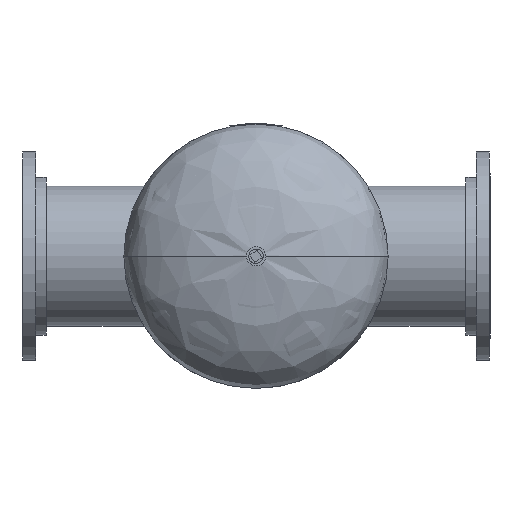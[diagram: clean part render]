
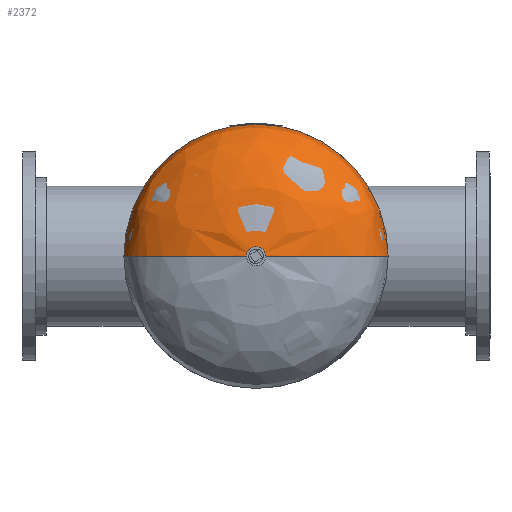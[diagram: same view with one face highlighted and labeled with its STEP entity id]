
A CAD part, front view. The second image highlights one B-rep face of the part: STEP entity #2372.
In plain terms, the highlighted free-form (B-spline) face has degree [3, 3] with [4, 4] control points.
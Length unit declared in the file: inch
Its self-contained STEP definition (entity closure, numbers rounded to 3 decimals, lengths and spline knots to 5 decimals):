
#34 = CARTESIAN_POINT ( 'NONE',  ( 7.42262, 6.4111, 0. ) ) ;
#38 = CARTESIAN_POINT ( 'NONE',  ( 0., 6.62262, 0. ) ) ;
#284 = CIRCLE ( 'NONE', #9575, 0.75 ) ;
#482 = CIRCLE ( 'NONE', #4737, 12. ) ;
#558 = CARTESIAN_POINT ( 'NONE',  ( -12., 0.56, 0. ) ) ;
#748 = CARTESIAN_POINT ( 'NONE',  ( -0.75, 6.62262, 0. ) ) ;
#803 = CARTESIAN_POINT ( 'NONE',  ( 12., 0.56, 24. ) ) ;
#1452 = CARTESIAN_POINT ( 'NONE',  ( 0.75, 6.62262, 0. ) ) ;
#2048 = VERTEX_POINT ( 'NONE', #3884 ) ;
#2362 = CARTESIAN_POINT ( 'NONE',  ( 7.42262, 6.4111, 0. ) ) ;
#2372 = ADVANCED_FACE ( 'NONE', ( #4052 ), #10813, .F. ) ;
#2853 = VERTEX_POINT ( 'NONE', #558 ) ;
#2906 = EDGE_CURVE ( 'NONE', #8783, #2048, #10385, .T. ) ;
#3152 = CARTESIAN_POINT ( 'NONE',  ( -0.75, 6.62262, 0. ) ) ;
#3316 = CARTESIAN_POINT ( 'NONE',  ( 0., 6.62262, 0. ) ) ;
#3415 = CARTESIAN_POINT ( 'NONE',  ( 12., 0.56, 0. ) ) ;
#3537 = CARTESIAN_POINT ( 'NONE',  ( 7.42262, 6.4111, 14.84524 ) ) ;
#3884 = CARTESIAN_POINT ( 'NONE',  ( 12., 0.56, 0. ) ) ;
#4052 = FACE_OUTER_BOUND ( 'NONE', #9927, .T. ) ;
#4115 =( BOUNDED_CURVE ( )  B_SPLINE_CURVE ( 3, ( #3152, #10307, #10252, #5810 ),
 .UNSPECIFIED., .F., .T. ) 
 B_SPLINE_CURVE_WITH_KNOTS ( ( 4, 4 ),
 ( 1.63334, 3.14159 ),
 .UNSPECIFIED. ) 
 CURVE ( )  GEOMETRIC_REPRESENTATION_ITEM ( )  RATIONAL_B_SPLINE_CURVE ( ( 1., 0.819, 0.819, 1. ) ) 
 REPRESENTATION_ITEM ( '' )  );
#4446 = CARTESIAN_POINT ( 'NONE',  ( 12., 3.94435, 0. ) ) ;
#4504 = CARTESIAN_POINT ( 'NONE',  ( 0., 6.62262, 0.75 ) ) ;
#4737 = AXIS2_PLACEMENT_3D ( 'NONE', #6578, #10519, #7630 ) ;
#4894 = EDGE_CURVE ( 'NONE', #11383, #6348, #284, .T. ) ;
#4973 = CARTESIAN_POINT ( 'NONE',  ( 0.75, 6.62262, 1.5 ) ) ;
#5200 = CARTESIAN_POINT ( 'NONE',  ( -7.42262, 6.4111, 14.84524 ) ) ;
#5260 = DIRECTION ( 'NONE',  ( 0., -1., 0. ) ) ;
#5308 = CARTESIAN_POINT ( 'NONE',  ( -12., 3.94435, 24. ) ) ;
#5671 = EDGE_CURVE ( 'NONE', #2048, #2853, #482, .T. ) ;
#5775 = ORIENTED_EDGE ( 'NONE', *, *, #4894, .T. ) ;
#5810 = CARTESIAN_POINT ( 'NONE',  ( -12., 0.56, 0. ) ) ;
#6027 = DIRECTION ( 'NONE',  ( 0., -1., 0. ) ) ;
#6085 = DIRECTION ( 'NONE',  ( 1., 0., 0. ) ) ;
#6131 = CARTESIAN_POINT ( 'NONE',  ( -7.42262, 6.4111, 0. ) ) ;
#6237 = CARTESIAN_POINT ( 'NONE',  ( -0.75, 6.62262, 1.5 ) ) ;
#6348 = VERTEX_POINT ( 'NONE', #6521 ) ;
#6521 = CARTESIAN_POINT ( 'NONE',  ( -0.75, 6.62262, 0. ) ) ;
#6578 = CARTESIAN_POINT ( 'NONE',  ( 0., 0.56, 0. ) ) ;
#7054 = CARTESIAN_POINT ( 'NONE',  ( -12., 0.56, 24. ) ) ;
#7104 = CARTESIAN_POINT ( 'NONE',  ( -12., 3.94435, 0. ) ) ;
#7549 = CIRCLE ( 'NONE', #11295, 0.75 ) ;
#7566 = CARTESIAN_POINT ( 'NONE',  ( 12., 3.94435, 0. ) ) ;
#7622 = ORIENTED_EDGE ( 'NONE', *, *, #2906, .F. ) ;
#7630 = DIRECTION ( 'NONE',  ( 1., 0., 0. ) ) ;
#7740 = EDGE_CURVE ( 'NONE', #8783, #11383, #7549, .T. ) ;
#7986 = ORIENTED_EDGE ( 'NONE', *, *, #9322, .T. ) ;
#8028 = ORIENTED_EDGE ( 'NONE', *, *, #5671, .F. ) ;
#8386 = CARTESIAN_POINT ( 'NONE',  ( 0.75, 6.62262, 0. ) ) ;
#8548 = CARTESIAN_POINT ( 'NONE',  ( 0.75, 6.62262, 0. ) ) ;
#8783 = VERTEX_POINT ( 'NONE', #8548 ) ;
#9322 = EDGE_CURVE ( 'NONE', #6348, #2853, #4115, .T. ) ;
#9575 = AXIS2_PLACEMENT_3D ( 'NONE', #3316, #6027, #6085 ) ;
#9833 = ORIENTED_EDGE ( 'NONE', *, *, #7740, .T. ) ;
#9927 = EDGE_LOOP ( 'NONE', ( #5775, #7986, #8028, #7622, #9833 ) ) ;
#10252 = CARTESIAN_POINT ( 'NONE',  ( -12., 3.94435, 0. ) ) ;
#10307 = CARTESIAN_POINT ( 'NONE',  ( -7.42262, 6.4111, 0. ) ) ;
#10385 =( BOUNDED_CURVE ( )  B_SPLINE_CURVE ( 3, ( #8386, #2362, #7566, #11150 ),
 .UNSPECIFIED., .F., .T. ) 
 B_SPLINE_CURVE_WITH_KNOTS ( ( 4, 4 ),
 ( 1.63334, 3.14159 ),
 .UNSPECIFIED. ) 
 CURVE ( )  GEOMETRIC_REPRESENTATION_ITEM ( )  RATIONAL_B_SPLINE_CURVE ( ( 1., 0.819, 0.819, 1. ) ) 
 REPRESENTATION_ITEM ( '' )  );
#10469 = CARTESIAN_POINT ( 'NONE',  ( 12., 3.94435, 24. ) ) ;
#10519 = DIRECTION ( 'NONE',  ( 0., -1., 0. ) ) ;
#10636 = CARTESIAN_POINT ( 'NONE',  ( -12., 0.56, 0. ) ) ;
#10640 = DIRECTION ( 'NONE',  ( 1., 0., 0. ) ) ;
#10813 =( BOUNDED_SURFACE ( )  B_SPLINE_SURFACE ( 3, 3, ( 
 ( #1452, #4973, #6237, #748 ),
 ( #34, #3537, #5200, #6131 ),
 ( #4446, #10469, #5308, #7104 ),
 ( #3415, #803, #7054, #10636 ) ),
 .UNSPECIFIED., .F., .F., .T. ) 
 B_SPLINE_SURFACE_WITH_KNOTS ( ( 4, 4 ),
 ( 4, 4 ),
 ( 0., 1. ),
 ( 0., 1. ),
 .UNSPECIFIED. ) 
 GEOMETRIC_REPRESENTATION_ITEM ( )  RATIONAL_B_SPLINE_SURFACE ( (
 ( 1., 0.333, 0.333, 1.),
 ( 0.819, 0.273, 0.273, 0.819),
 ( 0.819, 0.273, 0.273, 0.819),
 ( 1., 0.333, 0.333, 1.) ) ) 
 REPRESENTATION_ITEM ( '' )  SURFACE ( )  );
#11150 = CARTESIAN_POINT ( 'NONE',  ( 12., 0.56, 0. ) ) ;
#11295 = AXIS2_PLACEMENT_3D ( 'NONE', #38, #5260, #10640 ) ;
#11383 = VERTEX_POINT ( 'NONE', #4504 ) ;
